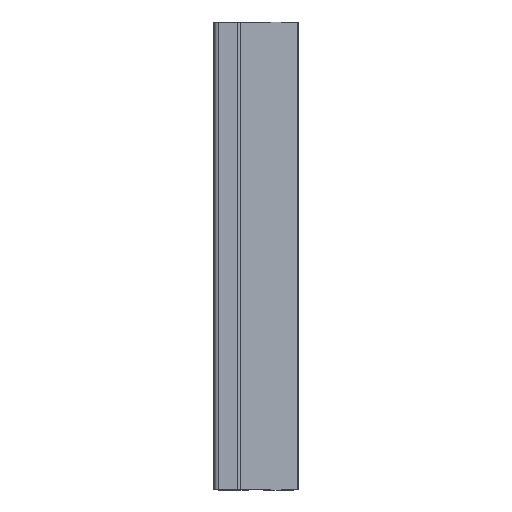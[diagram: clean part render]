
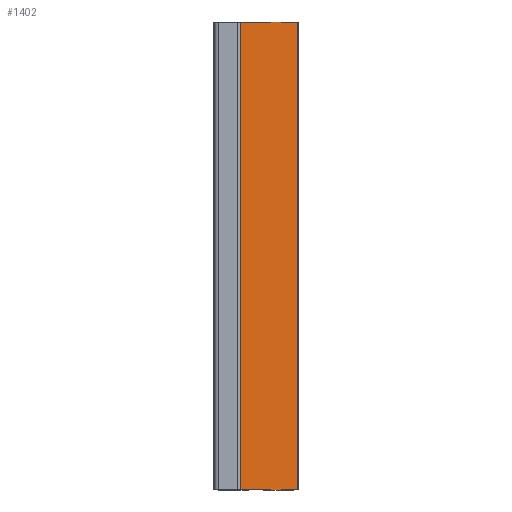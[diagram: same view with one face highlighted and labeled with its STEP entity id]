
A CAD part, top view. The second image highlights one B-rep face of the part: STEP entity #1402.
In plain terms, the highlighted planar face has unit normal (0.707, 0, 0.707).
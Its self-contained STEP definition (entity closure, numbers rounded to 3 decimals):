
#164=FACE_OUTER_BOUND('',#233,.T.);
#233=EDGE_LOOP('',(#1150,#1151,#1152,#1153));
#398=LINE('',#2319,#551);
#399=LINE('',#2322,#552);
#400=LINE('',#2324,#553);
#401=LINE('',#2325,#554);
#551=VECTOR('',#1910,10.);
#552=VECTOR('',#1913,10.);
#553=VECTOR('',#1914,10.);
#554=VECTOR('',#1915,10.);
#685=VERTEX_POINT('',#2315);
#686=VERTEX_POINT('',#2317);
#687=VERTEX_POINT('',#2321);
#688=VERTEX_POINT('',#2323);
#884=EDGE_CURVE('',#685,#686,#398,.T.);
#885=EDGE_CURVE('',#687,#685,#399,.T.);
#886=EDGE_CURVE('',#688,#686,#400,.T.);
#887=EDGE_CURVE('',#687,#688,#401,.T.);
#1150=ORIENTED_EDGE('',*,*,#885,.T.);
#1151=ORIENTED_EDGE('',*,*,#884,.T.);
#1152=ORIENTED_EDGE('',*,*,#886,.F.);
#1153=ORIENTED_EDGE('',*,*,#887,.F.);
#1334=PLANE('',#1531);
#1402=ADVANCED_FACE('',(#164),#1334,.T.);
#1531=AXIS2_PLACEMENT_3D('',#2320,#1911,#1912);
#1910=DIRECTION('',(0.,1.,0.));
#1911=DIRECTION('center_axis',(0.707,0.,0.707));
#1912=DIRECTION('ref_axis',(0.707,0.,-0.707));
#1913=DIRECTION('',(0.707,0.,-0.707));
#1914=DIRECTION('',(0.707,0.,-0.707));
#1915=DIRECTION('',(0.,1.,0.));
#2315=CARTESIAN_POINT('',(44.561,0.,13.939));
#2317=CARTESIAN_POINT('',(44.561,250.,13.939));
#2319=CARTESIAN_POINT('',(44.561,0.,13.939));
#2320=CARTESIAN_POINT('Origin',(14.108,0.,44.414));
#2321=CARTESIAN_POINT('',(14.108,0.,44.414));
#2322=CARTESIAN_POINT('',(14.108,0.,44.414));
#2323=CARTESIAN_POINT('',(14.108,250.,44.414));
#2324=CARTESIAN_POINT('',(14.108,250.,44.414));
#2325=CARTESIAN_POINT('',(14.108,0.,44.414));
